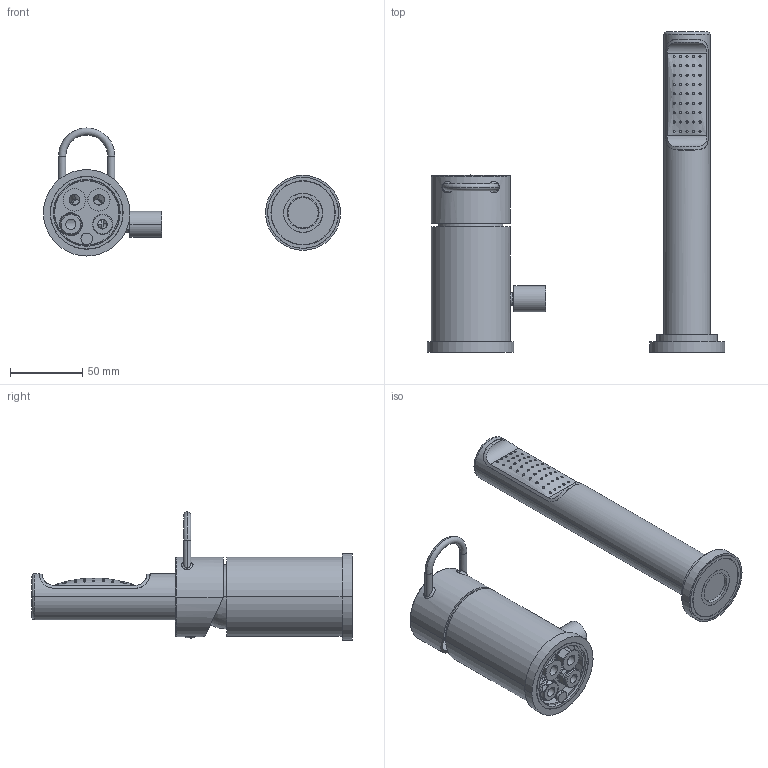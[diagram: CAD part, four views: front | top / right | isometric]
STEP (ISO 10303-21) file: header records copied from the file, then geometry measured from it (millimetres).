
FILE_DESCRIPTION((''),'2;1');
FILE_NAME('JK048CR','2021-02-02T13:34:15',('ut3'),('PAFFONI SpA'),'CREO PARAMETRIC BY PTC INC, 2020044','CREO PARAMETRIC BY PTC INC, 2020044','');
FILE_SCHEMA(('CONFIG_CONTROL_DESIGN','SHAPE_APPEARANCE_LAYERS_GROUPS'));
Length unit declared in the file: millimetre
Products named in the file (1): JK048CR
Bounding box: 206 x 222 x 88.87 mm (x, y, z)
Volume: 267153.9 mm3; surface area: 129157.4 mm2
Topology: 5 solids, 5 shells, 1689 faces, 4512 edges, 2903 vertices
Faces by surface type: plane 828, cylinder 516, cone 170, bspline 99, torus 72, sphere 4
Entity records: 75347 total; most frequent: CARTESIAN_POINT 25585, ORIENTED_EDGE 8988, DIRECTION 8490, EDGE_CURVE 4494, AXIS2_PLACEMENT_3D 2914, VERTEX_POINT 2903, VECTOR 2662, LINE 2662
